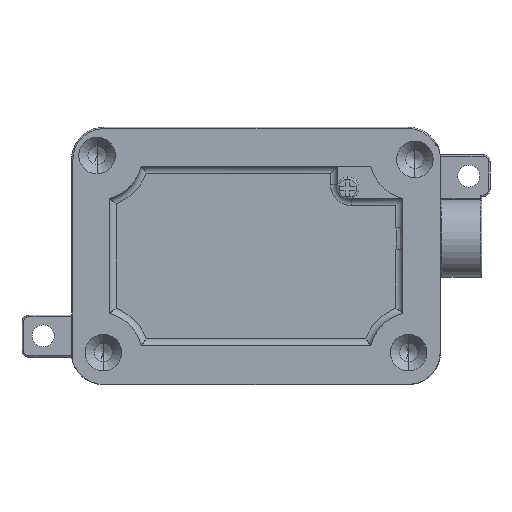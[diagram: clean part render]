
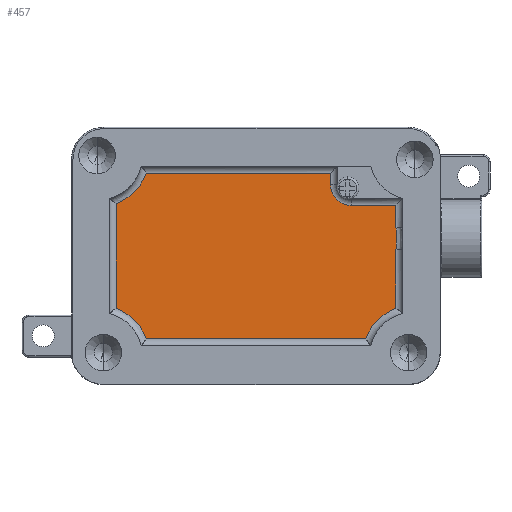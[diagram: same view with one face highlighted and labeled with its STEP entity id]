
A CAD part, front view. The second image highlights one B-rep face of the part: STEP entity #457.
In plain terms, the highlighted planar face has unit normal (0, -1, 0).
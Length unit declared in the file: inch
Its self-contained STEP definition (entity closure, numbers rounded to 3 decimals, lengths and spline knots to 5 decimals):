
#93 = CARTESIAN_POINT ( 'NONE',  ( 2.035, 1.525, 0.83631 ) ) ;
#226 = CARTESIAN_POINT ( 'NONE',  ( -2.28639, 1.525, 1.45111 ) ) ;
#235 = LINE ( 'NONE', #12493, #3596 ) ;
#307 = CARTESIAN_POINT ( 'NONE',  ( 2.0452, 1.525, 0.23855 ) ) ;
#457 = ADVANCED_FACE ( 'NONE', ( #12506 ), #9091, .F. ) ;
#565 = CIRCLE ( 'NONE', #7246, 0.73316 ) ;
#586 = ORIENTED_EDGE ( 'NONE', *, *, #1963, .T. ) ;
#759 = EDGE_CURVE ( 'NONE', #6408, #7468, #11903, .T. ) ;
#1458 = DIRECTION ( 'NONE',  ( 0., 1., 0. ) ) ;
#1535 = DIRECTION ( 'NONE',  ( 0., 1., 0. ) ) ;
#1556 = CARTESIAN_POINT ( 'NONE',  ( 2.04469, 1.525, 0.2778 ) ) ;
#1692 = CARTESIAN_POINT ( 'NONE',  ( -2.035, 1.525, -0.76239 ) ) ;
#1799 = DIRECTION ( 'NONE',  ( 0., 0., 1. ) ) ;
#1903 = AXIS2_PLACEMENT_3D ( 'NONE', #9018, #1458, #10299 ) ;
#1923 = VERTEX_POINT ( 'NONE', #15023 ) ;
#1963 = EDGE_CURVE ( 'NONE', #4562, #6457, #13879, .T. ) ;
#2390 = ORIENTED_EDGE ( 'NONE', *, *, #12201, .T. ) ;
#2693 = EDGE_CURVE ( 'NONE', #5767, #1923, #3678, .T. ) ;
#2815 = ORIENTED_EDGE ( 'NONE', *, *, #2938, .T. ) ;
#2837 = CARTESIAN_POINT ( 'NONE',  ( 2.04166, 1.525, 0.31687 ) ) ;
#2938 = EDGE_CURVE ( 'NONE', #1923, #5346, #7644, .T. ) ;
#3322 = ORIENTED_EDGE ( 'NONE', *, *, #5111, .T. ) ;
#3596 = VECTOR ( 'NONE', #10015, 39.37008 ) ;
#3678 = LINE ( 'NONE', #14814, #6671 ) ;
#3944 = CARTESIAN_POINT ( 'NONE',  ( 2.28639, 1.525, -1.45111 ) ) ;
#4001 = CARTESIAN_POINT ( 'NONE',  ( 1.385, 1.525, 0.73631 ) ) ;
#4083 = CARTESIAN_POINT ( 'NONE',  ( 2.035, 1.525, 0.1214 ) ) ;
#4139 = CARTESIAN_POINT ( 'NONE',  ( 2.035, 1.525, 0.38188 ) ) ;
#4227 = VECTOR ( 'NONE', #15247, 39.37008 ) ;
#4318 = ORIENTED_EDGE ( 'NONE', *, *, #13305, .T. ) ;
#4562 = VERTEX_POINT ( 'NONE', #6595 ) ;
#4641 = CARTESIAN_POINT ( 'NONE',  ( -2.035, 1.525, 0.76239 ) ) ;
#5111 = EDGE_CURVE ( 'NONE', #6457, #6408, #6207, .T. ) ;
#5226 = DIRECTION ( 'NONE',  ( 0., 0., 1. ) ) ;
#5270 = ORIENTED_EDGE ( 'NONE', *, *, #8158, .T. ) ;
#5346 = VERTEX_POINT ( 'NONE', #13449 ) ;
#5422 = VECTOR ( 'NONE', #12714, 39.37008 ) ;
#5730 = AXIS2_PLACEMENT_3D ( 'NONE', #13309, #5794, #14596 ) ;
#5767 = VERTEX_POINT ( 'NONE', #15905 ) ;
#5794 = DIRECTION ( 'NONE',  ( 0., 1., 0. ) ) ;
#6027 = LINE ( 'NONE', #15837, #15687 ) ;
#6052 = DIRECTION ( 'NONE',  ( 0., 1., 0. ) ) ;
#6207 = LINE ( 'NONE', #11618, #12475 ) ;
#6408 = VERTEX_POINT ( 'NONE', #15844 ) ;
#6457 = VERTEX_POINT ( 'NONE', #13323 ) ;
#6528 = CARTESIAN_POINT ( 'NONE',  ( 2.035, 1.525, 0.73631 ) ) ;
#6595 = CARTESIAN_POINT ( 'NONE',  ( 1.085, 1.525, 1.03631 ) ) ;
#6634 = CARTESIAN_POINT ( 'NONE',  ( 2.04166, 1.525, 0.18642 ) ) ;
#6671 = VECTOR ( 'NONE', #11049, 39.37008 ) ;
#7133 = VERTEX_POINT ( 'NONE', #8911 ) ;
#7192 = EDGE_CURVE ( 'NONE', #11905, #4562, #11448, .T. ) ;
#7246 = AXIS2_PLACEMENT_3D ( 'NONE', #13574, #6052, #14859 ) ;
#7468 = VERTEX_POINT ( 'NONE', #4641 ) ;
#7644 = CIRCLE ( 'NONE', #8577, 0.73316 ) ;
#7728 = ORIENTED_EDGE ( 'NONE', *, *, #14760, .T. ) ;
#7827 = VECTOR ( 'NONE', #8806, 39.37008 ) ;
#7897 = CARTESIAN_POINT ( 'NONE',  ( 2.04469, 1.525, 0.2255 ) ) ;
#7898 = DIRECTION ( 'NONE',  ( -1., 0., 0. ) ) ;
#7900 = EDGE_CURVE ( 'NONE', #13044, #5767, #565, .T. ) ;
#7971 = ORIENTED_EDGE ( 'NONE', *, *, #759, .T. ) ;
#8158 = EDGE_CURVE ( 'NONE', #10471, #7133, #15017, .T. ) ;
#8270 = DIRECTION ( 'NONE',  ( 0., 0., -1. ) ) ;
#8577 = AXIS2_PLACEMENT_3D ( 'NONE', #3944, #12747, #5226 ) ;
#8740 = LINE ( 'NONE', #93, #5422 ) ;
#8806 = DIRECTION ( 'NONE',  ( -1., 0., 0. ) ) ;
#8911 = CARTESIAN_POINT ( 'NONE',  ( 2.035, 1.525, 0.40804 ) ) ;
#8923 = CARTESIAN_POINT ( 'NONE',  ( 1.085, 1.525, 1.305 ) ) ;
#9009 = ORIENTED_EDGE ( 'NONE', *, *, #7900, .T. ) ;
#9018 = CARTESIAN_POINT ( 'NONE',  ( 1.385, 1.525, 1.03631 ) ) ;
#9091 = PLANE ( 'NONE',  #13945 ) ;
#9118 = CARTESIAN_POINT ( 'NONE',  ( 2.0452, 1.525, 0.26473 ) ) ;
#10015 = DIRECTION ( 'NONE',  ( 0., 0., 1. ) ) ;
#10299 = DIRECTION ( 'NONE',  ( 0., 0., 1. ) ) ;
#10406 = CARTESIAN_POINT ( 'NONE',  ( 2.04291, 1.525, 0.30387 ) ) ;
#10471 = VERTEX_POINT ( 'NONE', #11320 ) ;
#11049 = DIRECTION ( 'NONE',  ( 1., 0., 0. ) ) ;
#11148 = LINE ( 'NONE', #11286, #7827 ) ;
#11256 = EDGE_CURVE ( 'NONE', #14918, #11905, #11148, .T. ) ;
#11286 = CARTESIAN_POINT ( 'NONE',  ( 1.385, 1.525, 0.73631 ) ) ;
#11320 = CARTESIAN_POINT ( 'NONE',  ( 2.035, 1.525, 0.09522 ) ) ;
#11448 = CIRCLE ( 'NONE', #1903, 0.3 ) ;
#11618 = CARTESIAN_POINT ( 'NONE',  ( -1.67031, 1.525, 1.205 ) ) ;
#11670 = CARTESIAN_POINT ( 'NONE',  ( 2.03777, 1.525, 0.35588 ) ) ;
#11795 = ORIENTED_EDGE ( 'NONE', *, *, #7192, .T. ) ;
#11903 = CIRCLE ( 'NONE', #5730, 0.73316 ) ;
#11905 = VERTEX_POINT ( 'NONE', #4001 ) ;
#12201 = EDGE_CURVE ( 'NONE', #7468, #13044, #6027, .T. ) ;
#12475 = VECTOR ( 'NONE', #7898, 39.37008 ) ;
#12493 = CARTESIAN_POINT ( 'NONE',  ( 2.035, 1.525, 0.83631 ) ) ;
#12506 = FACE_OUTER_BOUND ( 'NONE', #13730, .T. ) ;
#12714 = DIRECTION ( 'NONE',  ( 0., 0., 1. ) ) ;
#12747 = DIRECTION ( 'NONE',  ( 0., 1., 0. ) ) ;
#12875 = CARTESIAN_POINT ( 'NONE',  ( 2.035, 1.525, 0.09522 ) ) ;
#12934 = CARTESIAN_POINT ( 'NONE',  ( 2.035, 1.525, 0.40804 ) ) ;
#13044 = VERTEX_POINT ( 'NONE', #1692 ) ;
#13109 = ORIENTED_EDGE ( 'NONE', *, *, #2693, .T. ) ;
#13305 = EDGE_CURVE ( 'NONE', #5346, #10471, #8740, .T. ) ;
#13309 = CARTESIAN_POINT ( 'NONE',  ( -2.28639, 1.525, 1.45111 ) ) ;
#13323 = CARTESIAN_POINT ( 'NONE',  ( 1.085, 1.525, 1.205 ) ) ;
#13449 = CARTESIAN_POINT ( 'NONE',  ( 2.035, 1.525, -0.76239 ) ) ;
#13574 = CARTESIAN_POINT ( 'NONE',  ( -2.28639, 1.525, -1.45111 ) ) ;
#13730 = EDGE_LOOP ( 'NONE', ( #7728, #16324, #11795, #586, #3322, #7971, #2390, #9009, #13109, #2815, #4318, #5270 ) ) ;
#13879 = LINE ( 'NONE', #8923, #4227 ) ;
#13945 = AXIS2_PLACEMENT_3D ( 'NONE', #226, #1535, #1799 ) ;
#14159 = CARTESIAN_POINT ( 'NONE',  ( 2.03777, 1.525, 0.1474 ) ) ;
#14596 = DIRECTION ( 'NONE',  ( 0., 0., 1. ) ) ;
#14760 = EDGE_CURVE ( 'NONE', #7133, #14918, #235, .T. ) ;
#14814 = CARTESIAN_POINT ( 'NONE',  ( 1.67031, 1.525, -1.205 ) ) ;
#14859 = DIRECTION ( 'NONE',  ( 0., 0., 1. ) ) ;
#14918 = VERTEX_POINT ( 'NONE', #6528 ) ;
#15017 = B_SPLINE_CURVE_WITH_KNOTS ( 'NONE', 3,
 ( #12875, #4083, #14159, #6634, #15441, #7897, #307, #9118, #1556, #10406, #2837, #11670, #4139, #12934 ),
 .UNSPECIFIED., .F., .F.,
 ( 4, 2, 2, 2, 2, 2, 4 ),
 ( 0., 0.00199, 0.00299, 0.00399, 0.00499, 0.00598, 0.00798 ),
 .UNSPECIFIED. ) ;
#15023 = CARTESIAN_POINT ( 'NONE',  ( 1.59577, 1.525, -1.205 ) ) ;
#15247 = DIRECTION ( 'NONE',  ( 0., 0., 1. ) ) ;
#15441 = CARTESIAN_POINT ( 'NONE',  ( 2.04291, 1.525, 0.19943 ) ) ;
#15687 = VECTOR ( 'NONE', #8270, 39.37008 ) ;
#15837 = CARTESIAN_POINT ( 'NONE',  ( -2.035, 1.525, -0.83631 ) ) ;
#15844 = CARTESIAN_POINT ( 'NONE',  ( -1.59577, 1.525, 1.205 ) ) ;
#15905 = CARTESIAN_POINT ( 'NONE',  ( -1.59577, 1.525, -1.205 ) ) ;
#16324 = ORIENTED_EDGE ( 'NONE', *, *, #11256, .T. ) ;
